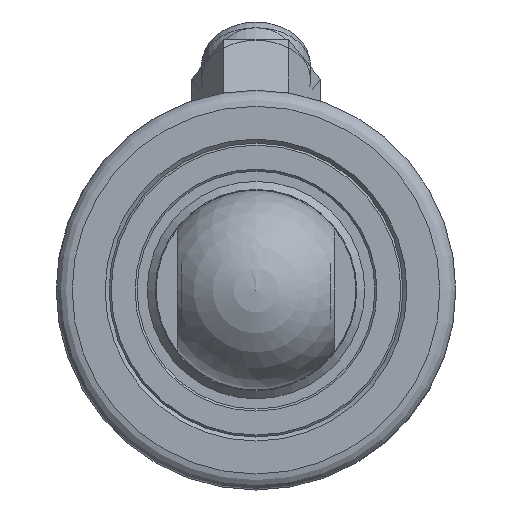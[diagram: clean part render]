
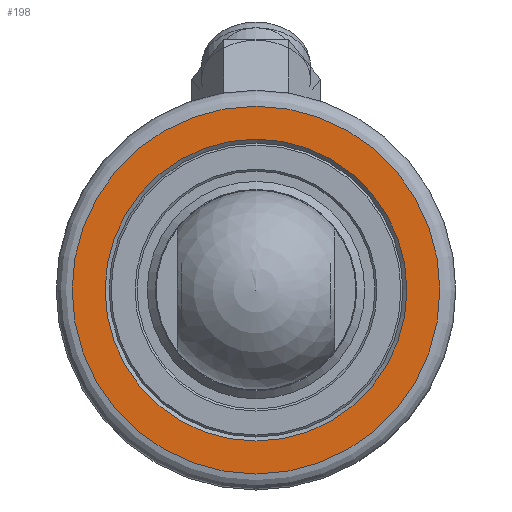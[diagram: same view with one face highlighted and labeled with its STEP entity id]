
A CAD part, left-side view. The second image highlights one B-rep face of the part: STEP entity #198.
In plain terms, the highlighted face is planar.
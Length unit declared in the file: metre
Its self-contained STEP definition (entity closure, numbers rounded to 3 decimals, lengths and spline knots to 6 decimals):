
#198 = ADVANCED_FACE( '', ( #363, #364 ), #365, .T. );
#363 = FACE_BOUND( '', #575, .T. );
#364 = FACE_OUTER_BOUND( '', #576, .T. );
#365 = PLANE( '', #577 );
#575 = EDGE_LOOP( '', ( #777 ) );
#576 = EDGE_LOOP( '', ( #778 ) );
#577 = AXIS2_PLACEMENT_3D( '', #779, #780, #781 );
#777 = ORIENTED_EDGE( '', *, *, #1155, .T. );
#778 = ORIENTED_EDGE( '', *, *, #1156, .T. );
#779 = CARTESIAN_POINT( '', ( 0.0025, 0., 0. ) );
#780 = DIRECTION( '', ( 1., 0., 0. ) );
#781 = DIRECTION( '', ( 0., 1., 0. ) );
#1155 = EDGE_CURVE( '', #1293, #1293, #1294, .F. );
#1156 = EDGE_CURVE( '', #1295, #1295, #1296, .T. );
#1293 = VERTEX_POINT( '', #1493 );
#1294 = CIRCLE( '', #1494, 0.018875 );
#1295 = VERTEX_POINT( '', #1495 );
#1296 = CIRCLE( '', #1496, 0.023 );
#1493 = CARTESIAN_POINT( '', ( 0.0025, 0., -0.018875 ) );
#1494 = AXIS2_PLACEMENT_3D( '', #1887, #1888, #1889 );
#1495 = CARTESIAN_POINT( '', ( 0.0025, 0., -0.023 ) );
#1496 = AXIS2_PLACEMENT_3D( '', #1890, #1891, #1892 );
#1887 = CARTESIAN_POINT( '', ( 0.0025, 0., 0. ) );
#1888 = DIRECTION( '', ( 1., 0., 0. ) );
#1889 = DIRECTION( '', ( 0., 0., -1. ) );
#1890 = CARTESIAN_POINT( '', ( 0.0025, 0., 0. ) );
#1891 = DIRECTION( '', ( 1., 0., 0. ) );
#1892 = DIRECTION( '', ( 0., 0., -1. ) );
